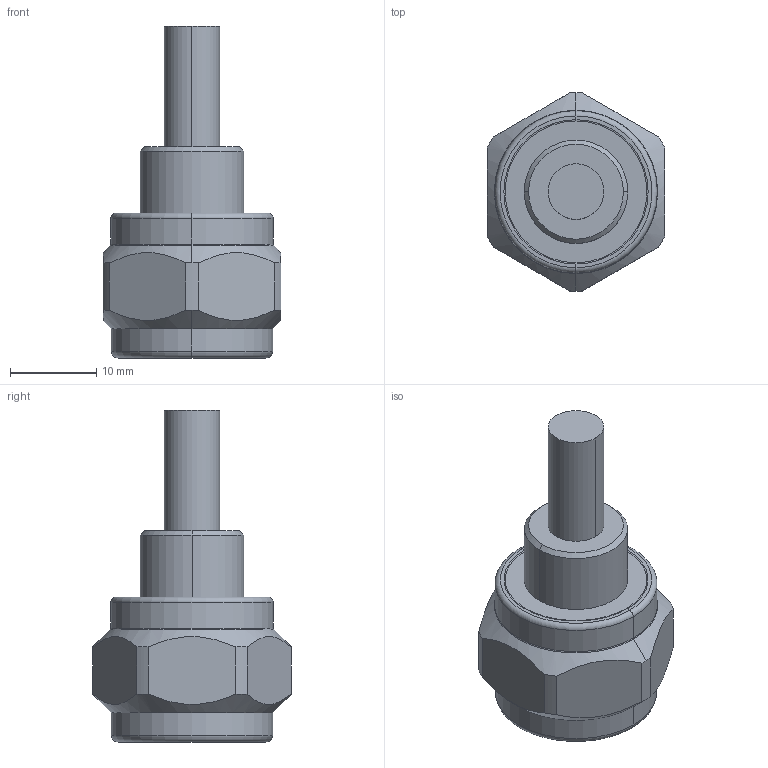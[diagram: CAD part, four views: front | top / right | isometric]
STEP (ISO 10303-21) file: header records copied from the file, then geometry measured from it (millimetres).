
FILE_DESCRIPTION (( 'STEP AP203' ), '1' );
FILE_NAME ('R161.082.120A.STEP', '2015-01-30T13:51:04', ( '' ), ( '' ), 'SwSTEP 2.0', 'SolidWorks 2014', '' );
FILE_SCHEMA (( 'CONFIG_CONTROL_DESIGN' ));
Length unit declared in the file: metre
Products named in the file (1): R161.082.120A
Bounding box: 20.62 x 23 x 38.5 mm (x, y, z)
Volume: 4846.9 mm3; surface area: 3372.3 mm2
Topology: 1 solids, 1 shells, 89 faces, 189 edges, 110 vertices
Faces by surface type: cylinder 35, cone 22, torus 16, plane 16
Entity records: 2586 total; most frequent: CARTESIAN_POINT 529, DIRECTION 471, ORIENTED_EDGE 378, AXIS2_PLACEMENT_3D 204, EDGE_CURVE 189, CIRCLE 114, VERTEX_POINT 110, EDGE_LOOP 97
